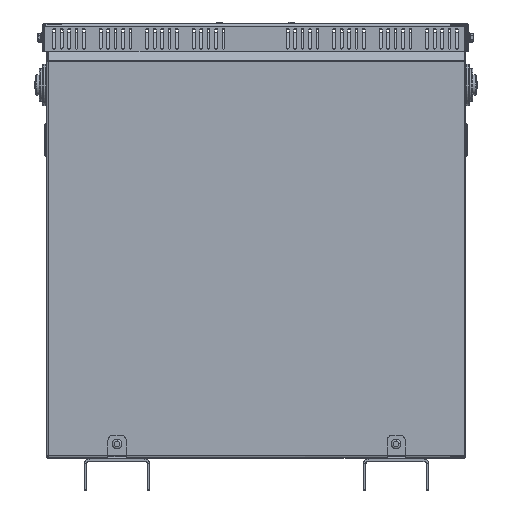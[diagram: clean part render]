
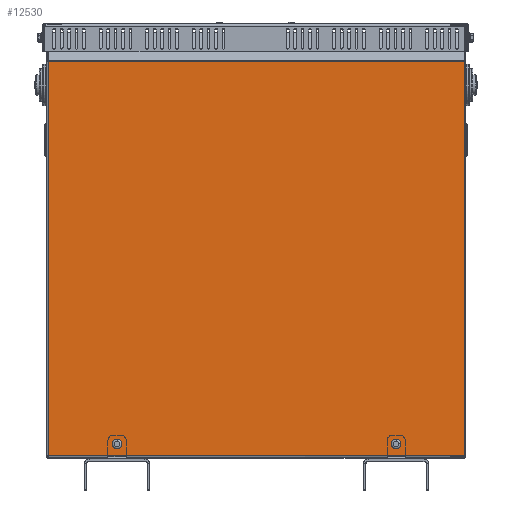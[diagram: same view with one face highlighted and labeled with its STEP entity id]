
A CAD part, top view. The second image highlights one B-rep face of the part: STEP entity #12530.
In plain terms, the highlighted planar face has unit normal (0, 0, 1).
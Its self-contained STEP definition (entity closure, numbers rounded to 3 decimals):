
#241=PLANE('',#13487);
#692=LINE('',#18719,#1925);
#702=LINE('',#18750,#1935);
#705=LINE('',#18757,#1938);
#707=LINE('',#18760,#1940);
#1925=VECTOR('',#14896,10.);
#1935=VECTOR('',#14940,10.);
#1938=VECTOR('',#14947,10.);
#1940=VECTOR('',#14951,10.);
#3103=FACE_BOUND('',#4126,.T.);
#3104=FACE_BOUND('',#4127,.T.);
#3406=FACE_OUTER_BOUND('',#4125,.T.);
#4125=EDGE_LOOP('',(#8817,#8818,#8819,#8820));
#4126=EDGE_LOOP('',(#8821));
#4127=EDGE_LOOP('',(#8822));
#5052=CIRCLE('',#13452,4.);
#5054=CIRCLE('',#13455,4.);
#5625=VERTEX_POINT('',#18642);
#5627=VERTEX_POINT('',#18647);
#5652=VERTEX_POINT('',#18716);
#5653=VERTEX_POINT('',#18718);
#5657=VERTEX_POINT('',#18748);
#5659=VERTEX_POINT('',#18756);
#6839=EDGE_CURVE('',#5625,#5625,#5052,.T.);
#6841=EDGE_CURVE('',#5627,#5627,#5054,.T.);
#6875=EDGE_CURVE('',#5653,#5652,#692,.T.);
#6892=EDGE_CURVE('',#5652,#5657,#702,.T.);
#6895=EDGE_CURVE('',#5653,#5659,#705,.T.);
#6897=EDGE_CURVE('',#5657,#5659,#707,.T.);
#8817=ORIENTED_EDGE('',*,*,#6875,.T.);
#8818=ORIENTED_EDGE('',*,*,#6892,.T.);
#8819=ORIENTED_EDGE('',*,*,#6897,.T.);
#8820=ORIENTED_EDGE('',*,*,#6895,.F.);
#8821=ORIENTED_EDGE('',*,*,#6839,.T.);
#8822=ORIENTED_EDGE('',*,*,#6841,.T.);
#12530=ADVANCED_FACE('',(#3406,#3103,#3104),#241,.T.);
#13452=AXIS2_PLACEMENT_3D('',#18643,#14832,#14833);
#13455=AXIS2_PLACEMENT_3D('',#18648,#14838,#14839);
#13487=AXIS2_PLACEMENT_3D('',#18759,#14949,#14950);
#14832=DIRECTION('center_axis',(0.,0.,-1.));
#14833=DIRECTION('ref_axis',(-1.,0.,0.));
#14838=DIRECTION('center_axis',(0.,0.,-1.));
#14839=DIRECTION('ref_axis',(-1.,0.,0.));
#14896=DIRECTION('',(-1.,0.,0.));
#14940=DIRECTION('',(0.,-1.,0.));
#14947=DIRECTION('',(0.,-1.,0.));
#14949=DIRECTION('center_axis',(0.,0.,1.));
#14950=DIRECTION('ref_axis',(1.,0.,0.));
#14951=DIRECTION('',(1.,0.,0.));
#18642=CARTESIAN_POINT('',(80.2,15.,1.2));
#18643=CARTESIAN_POINT('Origin',(76.2,15.,1.2));
#18647=CARTESIAN_POINT('',(380.2,15.,1.2));
#18648=CARTESIAN_POINT('Origin',(376.2,15.,1.2));
#18716=CARTESIAN_POINT('',(2.4,426.357,1.2));
#18718=CARTESIAN_POINT('',(450.,426.357,1.2));
#18719=CARTESIAN_POINT('',(337.5,426.357,1.2));
#18748=CARTESIAN_POINT('',(2.4,2.4,1.2));
#18750=CARTESIAN_POINT('',(2.4,320.25,1.2));
#18756=CARTESIAN_POINT('',(450.,2.4,1.2));
#18757=CARTESIAN_POINT('',(450.,0.,1.2));
#18759=CARTESIAN_POINT('Origin',(225.,213.5,1.2));
#18760=CARTESIAN_POINT('',(113.7,2.4,1.2));
